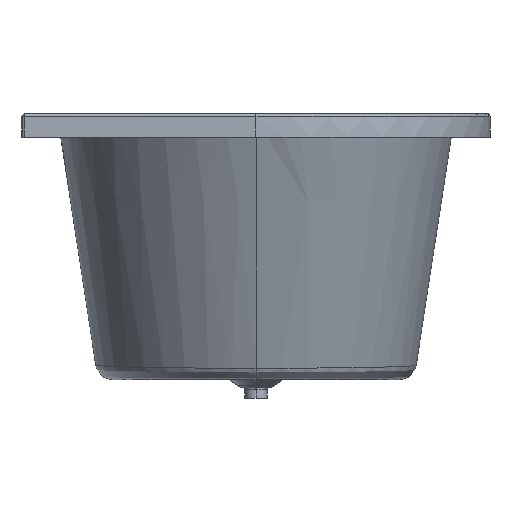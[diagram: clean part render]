
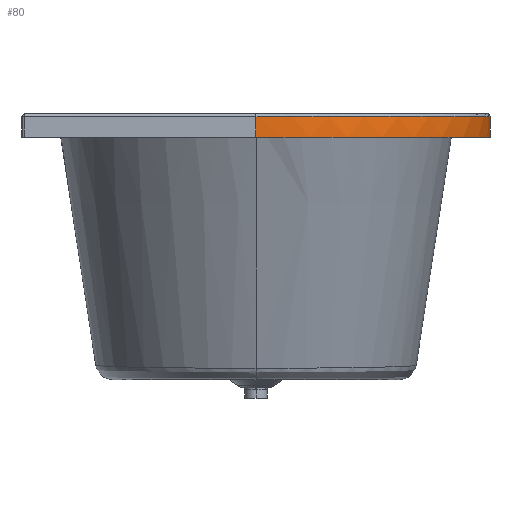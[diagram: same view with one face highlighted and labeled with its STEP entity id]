
A CAD part, left-side view. The second image highlights one B-rep face of the part: STEP entity #80.
In plain terms, the highlighted free-form (B-spline) face has degree [1, 2] with [2, 5] control points.
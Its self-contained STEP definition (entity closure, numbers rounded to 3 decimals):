
#80=ADVANCED_FACE('',(#150),#1021,.T.);
#150=FACE_OUTER_BOUND('',#227,.T.);
#227=EDGE_LOOP('',(#372,#373,#374,#375));
#372=ORIENTED_EDGE('',*,*,#644,.F.);
#373=ORIENTED_EDGE('',*,*,#643,.F.);
#374=ORIENTED_EDGE('',*,*,#642,.F.);
#375=ORIENTED_EDGE('',*,*,#641,.F.);
#641=EDGE_CURVE('',#954,#955,#851,.T.);
#642=EDGE_CURVE('',#955,#956,#762,.T.);
#643=EDGE_CURVE('',#956,#957,#852,.T.);
#644=EDGE_CURVE('',#957,#954,#763,.T.);
#762=(
BOUNDED_CURVE()
B_SPLINE_CURVE(2,(#25474,#25475,#25476),.UNSPECIFIED.,.F.,.F.)
B_SPLINE_CURVE_WITH_KNOTS((3,3),(0.,628.319),.UNSPECIFIED.)
CURVE()
GEOMETRIC_REPRESENTATION_ITEM()
RATIONAL_B_SPLINE_CURVE((1.,0.707,1.))
REPRESENTATION_ITEM('')
);
#763=(
BOUNDED_CURVE()
B_SPLINE_CURVE(2,(#25479,#25480,#25481),.UNSPECIFIED.,.F.,.F.)
B_SPLINE_CURVE_WITH_KNOTS((3,3),(0.,628.319),.UNSPECIFIED.)
CURVE()
GEOMETRIC_REPRESENTATION_ITEM()
RATIONAL_B_SPLINE_CURVE((1.,0.707,1.))
REPRESENTATION_ITEM('')
);
#851=B_SPLINE_CURVE_WITH_KNOTS('',1,(#25472,#25473),.UNSPECIFIED.,.F.,.F.,
(2,2),(0.,35.),.UNSPECIFIED.);
#852=B_SPLINE_CURVE_WITH_KNOTS('',1,(#25477,#25478),.UNSPECIFIED.,.F.,.F.,
(2,2),(0.,35.),.UNSPECIFIED.);
#954=VERTEX_POINT('',#24229);
#955=VERTEX_POINT('',#24230);
#956=VERTEX_POINT('',#24231);
#957=VERTEX_POINT('',#24232);
#1021=(
BOUNDED_SURFACE()
B_SPLINE_SURFACE(1,2,((#4773,#4774,#4775,#4776,#4777),(#4778,#4779,#4780,
#4781,#4782)),.UNSPECIFIED.,.F.,.F.,.F.)
B_SPLINE_SURFACE_WITH_KNOTS((2,2),(3,2,3),(3.25,41.75),(1.492,
2.356,3.22),.UNSPECIFIED.)
GEOMETRIC_REPRESENTATION_ITEM()
RATIONAL_B_SPLINE_SURFACE(((1.,0.908,1.,0.908,1.),
(1.,0.908,1.,0.908,1.)))
REPRESENTATION_ITEM('')
SURFACE()
);
#4773=CARTESIAN_POINT('',(-910.695,-0.211,593.758));
#4774=CARTESIAN_POINT('',(-925.163,-184.045,593.758));
#4775=CARTESIAN_POINT('',(-794.771,-314.437,593.758));
#4776=CARTESIAN_POINT('',(-664.379,-444.829,593.758));
#4777=CARTESIAN_POINT('',(-480.545,-430.361,593.758));
#4778=CARTESIAN_POINT('',(-910.695,-0.211,555.258));
#4779=CARTESIAN_POINT('',(-925.163,-184.045,555.258));
#4780=CARTESIAN_POINT('',(-794.771,-314.437,555.258));
#4781=CARTESIAN_POINT('',(-664.379,-444.829,555.258));
#4782=CARTESIAN_POINT('',(-480.545,-430.361,555.258));
#24229=CARTESIAN_POINT('',(-911.928,-31.594,557.008));
#24230=CARTESIAN_POINT('',(-911.928,-31.594,592.008));
#24231=CARTESIAN_POINT('',(-511.928,-431.594,592.008));
#24232=CARTESIAN_POINT('',(-511.928,-431.594,557.008));
#25472=CARTESIAN_POINT('',(-911.928,-31.594,557.008));
#25473=CARTESIAN_POINT('',(-911.928,-31.594,592.008));
#25474=CARTESIAN_POINT('',(-911.928,-31.594,592.008));
#25475=CARTESIAN_POINT('',(-911.928,-431.594,592.008));
#25476=CARTESIAN_POINT('',(-511.928,-431.594,592.008));
#25477=CARTESIAN_POINT('',(-511.928,-431.594,592.008));
#25478=CARTESIAN_POINT('',(-511.928,-431.594,557.008));
#25479=CARTESIAN_POINT('',(-511.928,-431.594,557.008));
#25480=CARTESIAN_POINT('',(-911.928,-431.594,557.008));
#25481=CARTESIAN_POINT('',(-911.928,-31.594,557.008));
